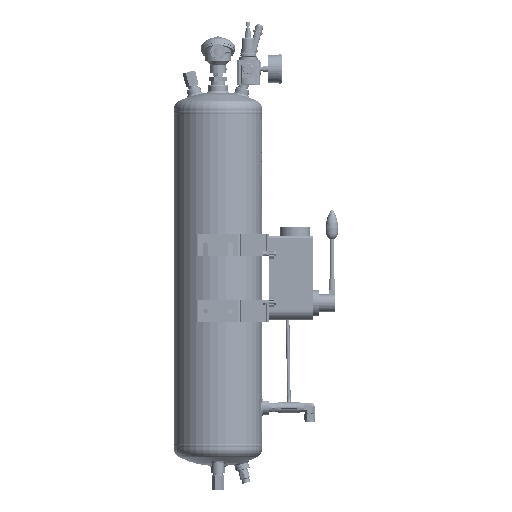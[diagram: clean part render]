
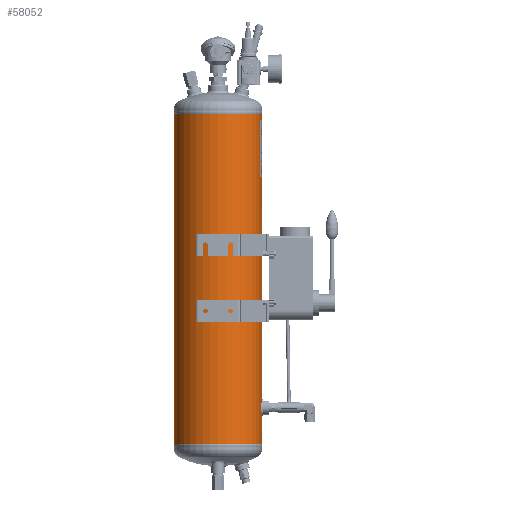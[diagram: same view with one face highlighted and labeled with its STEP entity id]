
A CAD part, left-side view. The second image highlights one B-rep face of the part: STEP entity #58052.
In plain terms, the highlighted cylindrical face has radius 100 mm (diameter 200 mm), a partial arc.
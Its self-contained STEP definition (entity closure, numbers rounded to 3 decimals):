
#3777=B_SPLINE_CURVE_WITH_KNOTS('',3,(#90942,#90943,#90944,#90945,#90946,
#90947,#90948,#90949,#90950,#90951,#90952),.UNSPECIFIED.,.T.,.F.,(1,1,1,
1,1,1,1,1,1,1,1,1,1,1,1),(-0.012,-0.008,-0.004,
0.,0.004,0.008,0.012,0.016,
0.02,0.023,0.027,0.031,
0.035,0.039,0.043),.UNSPECIFIED.);
#3778=B_SPLINE_CURVE_WITH_KNOTS('',3,(#90954,#90955,#90956,#90957,#90958,
#90959,#90960,#90961,#90962,#90963,#90964),.UNSPECIFIED.,.T.,.F.,(1,1,1,
1,1,1,1,1,1,1,1,1,1,1,1),(-0.012,-0.008,-0.004,
0.,0.004,0.008,0.012,0.016,
0.02,0.023,0.027,0.031,
0.035,0.039,0.043),.UNSPECIFIED.);
#3779=B_SPLINE_CURVE_WITH_KNOTS('',3,(#90966,#90967,#90968,#90969,#90970,
#90971,#90972,#90973,#90974,#90975,#90976,#90977,#90978,#90979,#90980,#90981,
#90982,#90983,#90984),.UNSPECIFIED.,.T.,.F.,(1,1,1,1,1,1,1,1,1,1,1,1,1,
1,1,1,1,1,1,1,1,1,1),(-0.018,-0.012,-0.006,
0.,0.006,0.012,0.018,
0.023,0.029,0.035,0.041,
0.047,0.053,0.059,0.065,
0.07,0.076,0.082,0.088,
0.094,0.1,0.106,0.112),
 .UNSPECIFIED.);
#6195=LINE('',#90986,#10011);
#6196=LINE('',#90991,#10012);
#10011=VECTOR('',#75135,1000.);
#10012=VECTOR('',#75138,1000.);
#13832=ORIENTED_EDGE('',*,*,#31150,.T.);
#13833=ORIENTED_EDGE('',*,*,#31151,.T.);
#13834=ORIENTED_EDGE('',*,*,#31152,.T.);
#13835=ORIENTED_EDGE('',*,*,#31153,.T.);
#13836=ORIENTED_EDGE('',*,*,#31154,.T.);
#13837=ORIENTED_EDGE('',*,*,#31155,.F.);
#13838=ORIENTED_EDGE('',*,*,#31156,.F.);
#31150=EDGE_CURVE('',#39809,#39809,#3777,.T.);
#31151=EDGE_CURVE('',#39810,#39810,#3778,.T.);
#31152=EDGE_CURVE('',#39811,#39811,#3779,.T.);
#31153=EDGE_CURVE('',#39812,#39813,#6195,.T.);
#31154=EDGE_CURVE('',#39813,#39814,#45844,.T.);
#31155=EDGE_CURVE('',#39815,#39814,#6196,.T.);
#31156=EDGE_CURVE('',#39812,#39815,#45845,.T.);
#39809=VERTEX_POINT('',#90953);
#39810=VERTEX_POINT('',#90965);
#39811=VERTEX_POINT('',#90985);
#39812=VERTEX_POINT('',#90987);
#39813=VERTEX_POINT('',#90988);
#39814=VERTEX_POINT('',#90990);
#39815=VERTEX_POINT('',#90992);
#45844=CIRCLE('',#69154,100.);
#45845=CIRCLE('',#69155,100.);
#47898=EDGE_LOOP('',(#13832));
#47899=EDGE_LOOP('',(#13833));
#47900=EDGE_LOOP('',(#13834));
#47901=EDGE_LOOP('',(#13835,#13836,#13837,#13838));
#52530=FACE_BOUND('',#47898,.T.);
#52531=FACE_BOUND('',#47899,.T.);
#52532=FACE_BOUND('',#47900,.T.);
#52533=FACE_BOUND('',#47901,.T.);
#57160=CYLINDRICAL_SURFACE('',#69153,100.);
#58052=ADVANCED_FACE('',(#52530,#52531,#52532,#52533),#57160,.T.);
#69153=AXIS2_PLACEMENT_3D('',#90941,#75133,#75134);
#69154=AXIS2_PLACEMENT_3D('',#90989,#75136,#75137);
#69155=AXIS2_PLACEMENT_3D('',#90993,#75139,#75140);
#75133=DIRECTION('',(0.,-1.,0.));
#75134=DIRECTION('',(0.,0.,-1.));
#75135=DIRECTION('',(0.,-1.,0.));
#75136=DIRECTION('',(0.,1.,0.));
#75137=DIRECTION('',(1.,0.,0.));
#75138=DIRECTION('',(0.,-1.,0.));
#75139=DIRECTION('',(0.,1.,0.));
#75140=DIRECTION('',(1.,0.,0.));
#90941=CARTESIAN_POINT('',(0.,750.,0.));
#90942=CARTESIAN_POINT('',(-3.915,48.922,-99.938));
#90943=CARTESIAN_POINT('',(-5.542,44.999,-99.844));
#90944=CARTESIAN_POINT('',(-3.916,41.082,-99.938));
#90945=CARTESIAN_POINT('',(-0.004,39.46,-100.031));
#90946=CARTESIAN_POINT('',(3.917,41.079,-99.938));
#90947=CARTESIAN_POINT('',(5.54,44.999,-99.844));
#90948=CARTESIAN_POINT('',(3.922,48.913,-99.937));
#90949=CARTESIAN_POINT('',(0.006,50.541,-100.031));
#90950=CARTESIAN_POINT('',(-3.915,48.922,-99.938));
#90951=CARTESIAN_POINT('',(-5.542,44.999,-99.844));
#90952=CARTESIAN_POINT('',(-3.916,41.082,-99.938));
#90953=CARTESIAN_POINT('',(-5.,45.,-99.875));
#90954=CARTESIAN_POINT('',(-3.915,158.922,-99.938));
#90955=CARTESIAN_POINT('',(-5.542,154.999,-99.844));
#90956=CARTESIAN_POINT('',(-3.916,151.082,-99.938));
#90957=CARTESIAN_POINT('',(-0.004,149.46,-100.031));
#90958=CARTESIAN_POINT('',(3.917,151.079,-99.938));
#90959=CARTESIAN_POINT('',(5.54,154.999,-99.844));
#90960=CARTESIAN_POINT('',(3.922,158.913,-99.937));
#90961=CARTESIAN_POINT('',(0.006,160.541,-100.031));
#90962=CARTESIAN_POINT('',(-3.915,158.922,-99.938));
#90963=CARTESIAN_POINT('',(-5.542,154.999,-99.844));
#90964=CARTESIAN_POINT('',(-3.916,151.082,-99.938));
#90965=CARTESIAN_POINT('',(-5.,155.,-99.875));
#90966=CARTESIAN_POINT('',(-98.994,672.42,14.208));
#90967=CARTESIAN_POINT('',(-98.806,666.495,15.395));
#90968=CARTESIAN_POINT('',(-98.993,660.6,14.214));
#90969=CARTESIAN_POINT('',(-99.436,655.617,10.88));
#90970=CARTESIAN_POINT('',(-99.878,652.286,5.9));
#90971=CARTESIAN_POINT('',(-100.061,651.109,0.009));
#90972=CARTESIAN_POINT('',(-99.879,652.279,-5.887));
#90973=CARTESIAN_POINT('',(-99.437,655.615,-10.879));
#90974=CARTESIAN_POINT('',(-98.992,660.601,-14.215));
#90975=CARTESIAN_POINT('',(-98.807,666.494,-15.391));
#90976=CARTESIAN_POINT('',(-98.992,672.387,-14.219));
#90977=CARTESIAN_POINT('',(-99.435,677.371,-10.892));
#90978=CARTESIAN_POINT('',(-99.877,680.709,-5.914));
#90979=CARTESIAN_POINT('',(-100.061,681.893,-0.013));
#90980=CARTESIAN_POINT('',(-99.878,680.72,5.889));
#90981=CARTESIAN_POINT('',(-99.437,677.387,10.874));
#90982=CARTESIAN_POINT('',(-98.994,672.42,14.208));
#90983=CARTESIAN_POINT('',(-98.806,666.495,15.395));
#90984=CARTESIAN_POINT('',(-98.993,660.6,14.214));
#90985=CARTESIAN_POINT('',(-98.869,666.5,15.));
#90986=CARTESIAN_POINT('',(0.254,801.561,100.));
#90987=CARTESIAN_POINT('',(0.254,750.,100.));
#90988=CARTESIAN_POINT('',(0.254,0.,100.));
#90989=CARTESIAN_POINT('',(0.,0.,0.));
#90990=CARTESIAN_POINT('',(-0.254,0.,100.));
#90991=CARTESIAN_POINT('',(-0.254,801.561,100.));
#90992=CARTESIAN_POINT('',(-0.254,750.,100.));
#90993=CARTESIAN_POINT('',(0.,750.,0.));
